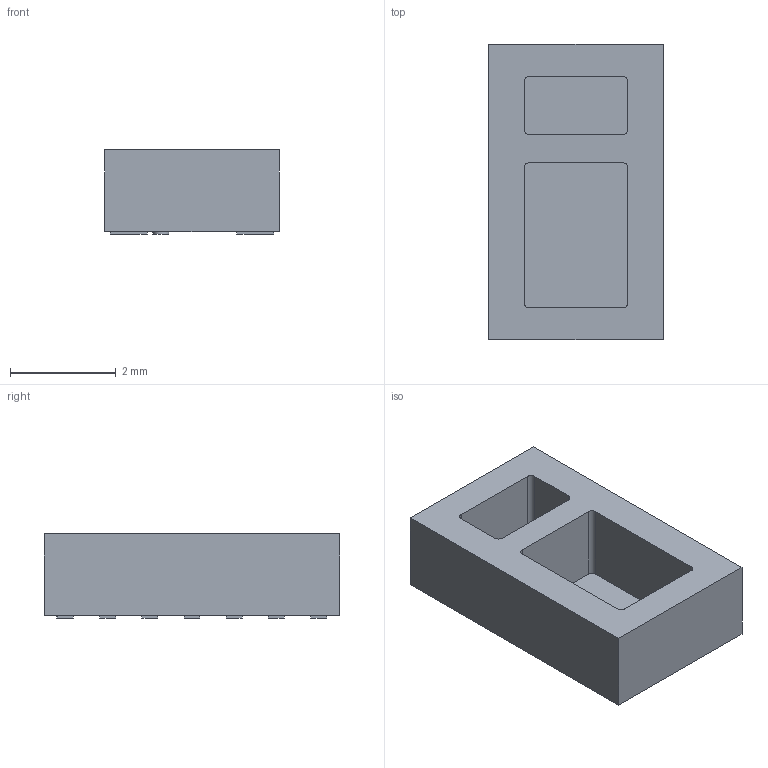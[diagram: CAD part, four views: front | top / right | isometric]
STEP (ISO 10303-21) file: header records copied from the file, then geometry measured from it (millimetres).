
FILE_DESCRIPTION( ( '' ), ' ' );
FILE_NAME( '5a503ba6a168750ed35fe11d.step', '2018-01-06T02:59:50', ( '' ), ( '' ), ' ', ' ', ' ' );
FILE_SCHEMA( ( 'AUTOMOTIVE_DESIGN { 1 0 10303 214 1 1 1 1 }' ) );
Length unit declared in the file: metre
Products named in the file (1): Open CASCADE STEP translator 6.8 1
Bounding box: 3.3 x 5.6 x 1.6 mm (x, y, z)
Volume: 17.8 mm3; surface area: 88.1 mm2
Topology: 1 solids, 1 shells, 96 faces, 232 edges, 155 vertices
Faces by surface type: plane 87, cylinder 9
Full cylindrical faces by diameter (mm): 0.3 x1
Entity records: 4682 total; most frequent: CARTESIAN_POINT 481, ORIENTED_EDGE 460, DIRECTION 442, STYLED_ITEM 326, PRESENTATION_STYLE_ASSIGNMENT 326, COLOUR_RGB 326, EDGE_CURVE 230, CURVE_STYLE 230
